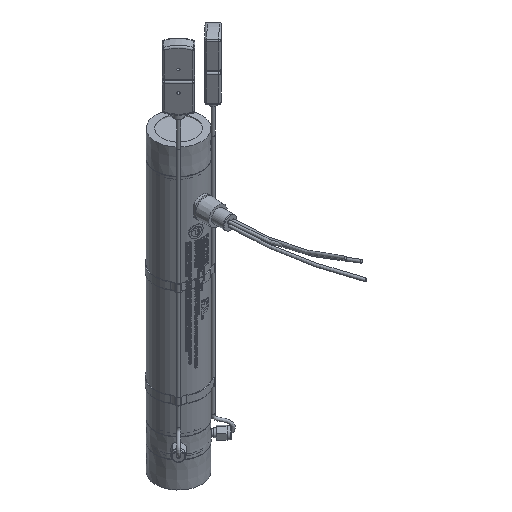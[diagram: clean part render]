
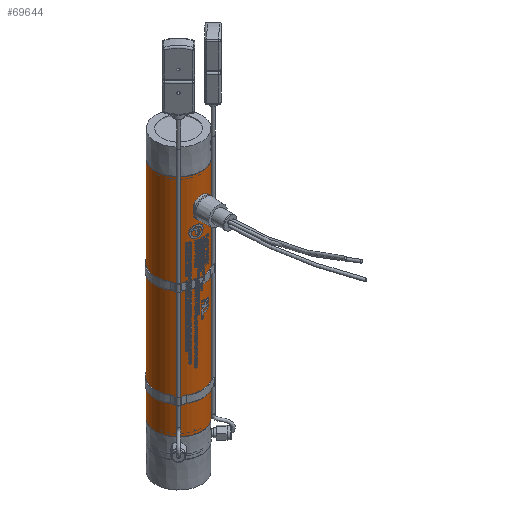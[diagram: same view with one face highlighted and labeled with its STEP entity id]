
A CAD part, isometric view. The second image highlights one B-rep face of the part: STEP entity #69644.
In plain terms, the highlighted cylindrical face has radius 25.4 mm (diameter 50.8 mm), a full revolution.
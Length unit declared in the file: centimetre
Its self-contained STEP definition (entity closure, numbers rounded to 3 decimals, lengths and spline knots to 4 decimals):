
#17938=CIRCLE('',#73817,2.54);
#17939=CIRCLE('',#73818,2.54);
#19667=VERTEX_POINT('',#92714);
#19668=VERTEX_POINT('',#92717);
#19669=VERTEX_POINT('',#92719);
#26739=B_SPLINE_CURVE_WITH_KNOTS('',3,(#92680,#92681,#92682,#92683,#92684,
#92685,#92686,#92687,#92688,#92689,#92690,#92691,#92692,#92693,#92694,#92695,
#92696,#92697,#92698,#92699,#92700,#92701,#92702,#92703,#92704,#92705,#92706,
#92707,#92708,#92709,#92710,#92711,#92712,#92713),.UNSPECIFIED.,.T.,.U.,
(4,2,2,2,2,2,2,2,2,2,2,2,2,2,2,2,4),(0.,0.2695,0.539,
0.8084,1.0778,1.3473,1.6167,1.8862,
2.1557,2.4252,2.6947,2.9641,3.2335,
3.503,3.7724,4.0419,4.3114),
 .UNSPECIFIED.);
#29010=EDGE_CURVE('',#19667,#19667,#26739,.T.);
#29011=EDGE_CURVE('',#19668,#19668,#17938,.T.);
#29012=EDGE_CURVE('',#19669,#19669,#17939,.T.);
#39593=ORIENTED_EDGE('',*,*,#29010,.T.);
#39594=ORIENTED_EDGE('',*,*,#29011,.T.);
#39595=ORIENTED_EDGE('',*,*,#29012,.T.);
#60757=EDGE_LOOP('',(#39593));
#60758=EDGE_LOOP('',(#39594));
#60759=EDGE_LOOP('',(#39595));
#65201=FACE_BOUND('',#60757,.T.);
#65202=FACE_BOUND('',#60758,.T.);
#65203=FACE_BOUND('',#60759,.T.);
#69644=ADVANCED_FACE('',(#65201,#65202,#65203),#134734,.T.);
#73816=AXIS2_PLACEMENT_3D('',#92715,#78991,#78992);
#73817=AXIS2_PLACEMENT_3D('',#92716,#78993,#78994);
#73818=AXIS2_PLACEMENT_3D('',#92718,#78995,#78996);
#78991=DIRECTION('',(0.,0.,1.));
#78992=DIRECTION('',(2.54,0.,0.));
#78993=DIRECTION('',(0.,0.,-1.));
#78994=DIRECTION('',(2.54,0.,0.));
#78995=DIRECTION('',(0.,0.,1.));
#78996=DIRECTION('',(2.54,0.,0.));
#92680=CARTESIAN_POINT('',(-0.7112,2.4384,3.3274));
#92681=CARTESIAN_POINT('',(-0.7112,2.4384,3.2376));
#92682=CARTESIAN_POINT('',(-0.6931,2.4439,3.1421));
#92683=CARTESIAN_POINT('',(-0.6204,2.4633,2.967));
#92684=CARTESIAN_POINT('',(-0.5658,2.477,2.8874));
#92685=CARTESIAN_POINT('',(-0.44,2.5024,2.7616));
#92686=CARTESIAN_POINT('',(-0.3604,2.5158,2.707));
#92687=CARTESIAN_POINT('',(-0.1853,2.5348,2.6342));
#92688=CARTESIAN_POINT('',(-0.0898,2.54,2.6162));
#92689=CARTESIAN_POINT('',(0.0898,2.54,2.6162));
#92690=CARTESIAN_POINT('',(0.1853,2.5348,2.6342));
#92691=CARTESIAN_POINT('',(0.3604,2.5158,2.707));
#92692=CARTESIAN_POINT('',(0.44,2.5024,2.7616));
#92693=CARTESIAN_POINT('',(0.5658,2.477,2.8874));
#92694=CARTESIAN_POINT('',(0.6204,2.4633,2.967));
#92695=CARTESIAN_POINT('',(0.6931,2.4439,3.1421));
#92696=CARTESIAN_POINT('',(0.7112,2.4384,3.2376));
#92697=CARTESIAN_POINT('',(0.7112,2.4384,3.4172));
#92698=CARTESIAN_POINT('',(0.6931,2.4439,3.5127));
#92699=CARTESIAN_POINT('',(0.6204,2.4633,3.6878));
#92700=CARTESIAN_POINT('',(0.5658,2.477,3.7674));
#92701=CARTESIAN_POINT('',(0.44,2.5024,3.8932));
#92702=CARTESIAN_POINT('',(0.3604,2.5158,3.9478));
#92703=CARTESIAN_POINT('',(0.1853,2.5348,4.0206));
#92704=CARTESIAN_POINT('',(0.0898,2.54,4.0386));
#92705=CARTESIAN_POINT('',(-0.0898,2.54,4.0386));
#92706=CARTESIAN_POINT('',(-0.1853,2.5348,4.0206));
#92707=CARTESIAN_POINT('',(-0.3604,2.5158,3.9478));
#92708=CARTESIAN_POINT('',(-0.44,2.5024,3.8932));
#92709=CARTESIAN_POINT('',(-0.5658,2.477,3.7674));
#92710=CARTESIAN_POINT('',(-0.6204,2.4633,3.6878));
#92711=CARTESIAN_POINT('',(-0.6931,2.4439,3.5127));
#92712=CARTESIAN_POINT('',(-0.7112,2.4384,3.4172));
#92713=CARTESIAN_POINT('',(-0.7112,2.4384,3.3274));
#92714=CARTESIAN_POINT('',(-0.7112,2.4384,3.3274));
#92715=CARTESIAN_POINT('',(0.,0.,0.));
#92716=CARTESIAN_POINT('',(0.,0.,24.9174));
#92717=CARTESIAN_POINT('',(2.54,0.,24.9174));
#92718=CARTESIAN_POINT('',(0.,0.,0.));
#92719=CARTESIAN_POINT('',(2.54,0.,0.));
#134734=CYLINDRICAL_SURFACE('',#73816,2.54);
